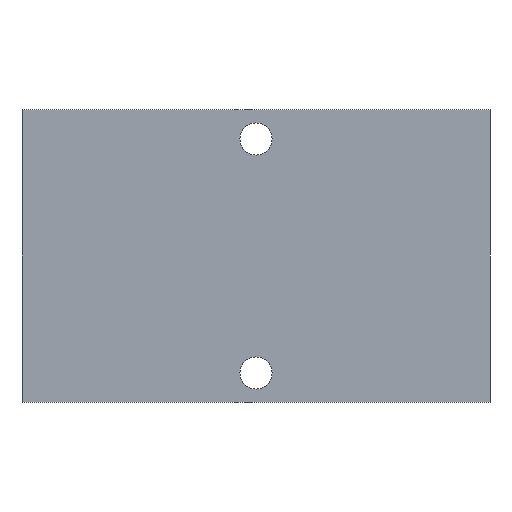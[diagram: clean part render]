
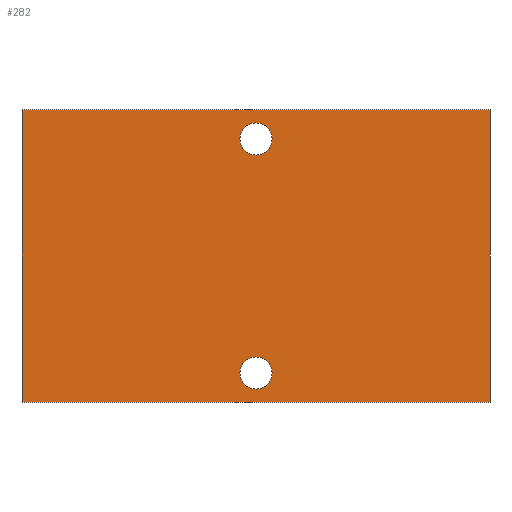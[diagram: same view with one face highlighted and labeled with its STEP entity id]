
A CAD part, front view. The second image highlights one B-rep face of the part: STEP entity #282.
In plain terms, the highlighted planar face has unit normal (0, -1, 0).
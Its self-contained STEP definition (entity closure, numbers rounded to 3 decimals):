
#18=FACE_BOUND('',#62,.T.);
#19=FACE_BOUND('',#63,.T.);
#28=PLANE('',#316);
#42=FACE_OUTER_BOUND('',#61,.T.);
#61=EDGE_LOOP('',(#233,#234,#235,#236));
#62=EDGE_LOOP('',(#237));
#63=EDGE_LOOP('',(#238));
#86=LINE('',#441,#114);
#88=LINE('',#445,#116);
#90=LINE('',#449,#118);
#92=LINE('',#452,#120);
#114=VECTOR('',#358,10.);
#116=VECTOR('',#362,10.);
#118=VECTOR('',#366,10.);
#120=VECTOR('',#370,10.);
#131=CIRCLE('',#306,2.75);
#133=CIRCLE('',#309,2.75);
#139=VERTEX_POINT('',#409);
#141=VERTEX_POINT('',#415);
#151=VERTEX_POINT('',#438);
#152=VERTEX_POINT('',#440);
#153=VERTEX_POINT('',#444);
#154=VERTEX_POINT('',#448);
#163=EDGE_CURVE('',#139,#139,#131,.T.);
#166=EDGE_CURVE('',#141,#141,#133,.T.);
#178=EDGE_CURVE('',#152,#151,#86,.T.);
#180=EDGE_CURVE('',#153,#152,#88,.T.);
#182=EDGE_CURVE('',#154,#153,#90,.T.);
#184=EDGE_CURVE('',#151,#154,#92,.T.);
#233=ORIENTED_EDGE('',*,*,#184,.T.);
#234=ORIENTED_EDGE('',*,*,#182,.T.);
#235=ORIENTED_EDGE('',*,*,#180,.T.);
#236=ORIENTED_EDGE('',*,*,#178,.T.);
#237=ORIENTED_EDGE('',*,*,#163,.T.);
#238=ORIENTED_EDGE('',*,*,#166,.T.);
#282=ADVANCED_FACE('',(#42,#18,#19),#28,.T.);
#306=AXIS2_PLACEMENT_3D('',#410,#333,#334);
#309=AXIS2_PLACEMENT_3D('',#416,#340,#341);
#316=AXIS2_PLACEMENT_3D('',#453,#371,#372);
#333=DIRECTION('center_axis',(0.,1.,0.));
#334=DIRECTION('ref_axis',(1.,0.,0.));
#340=DIRECTION('center_axis',(0.,1.,0.));
#341=DIRECTION('ref_axis',(1.,0.,0.));
#358=DIRECTION('',(0.,0.,1.));
#362=DIRECTION('',(1.,0.,0.));
#366=DIRECTION('',(0.,0.,-1.));
#370=DIRECTION('',(-1.,0.,0.));
#371=DIRECTION('center_axis',(0.,-1.,0.));
#372=DIRECTION('ref_axis',(0.,0.,-1.));
#409=CARTESIAN_POINT('',(-2.75,-68.,27.));
#410=CARTESIAN_POINT('Origin',(0.,-68.,27.));
#415=CARTESIAN_POINT('',(-2.75,-68.,-13.));
#416=CARTESIAN_POINT('Origin',(0.,-68.,-13.));
#438=CARTESIAN_POINT('',(40.,-68.,32.));
#440=CARTESIAN_POINT('',(40.,-68.,-18.));
#441=CARTESIAN_POINT('',(40.,-68.,32.));
#444=CARTESIAN_POINT('',(-40.,-68.,-18.));
#445=CARTESIAN_POINT('',(40.,-68.,-18.));
#448=CARTESIAN_POINT('',(-40.,-68.,32.));
#449=CARTESIAN_POINT('',(-40.,-68.,-18.));
#452=CARTESIAN_POINT('',(-40.,-68.,32.));
#453=CARTESIAN_POINT('Origin',(0.,-68.,7.));
